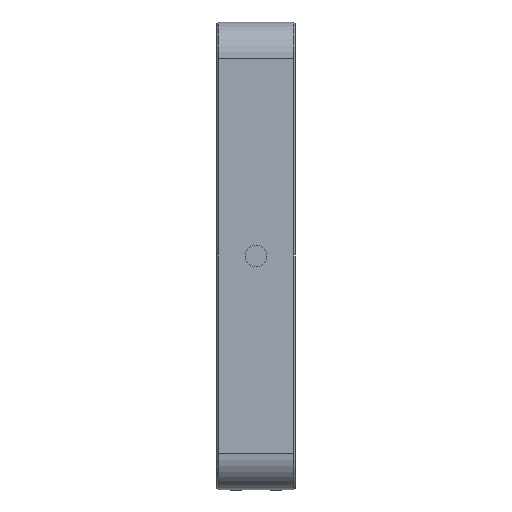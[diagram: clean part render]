
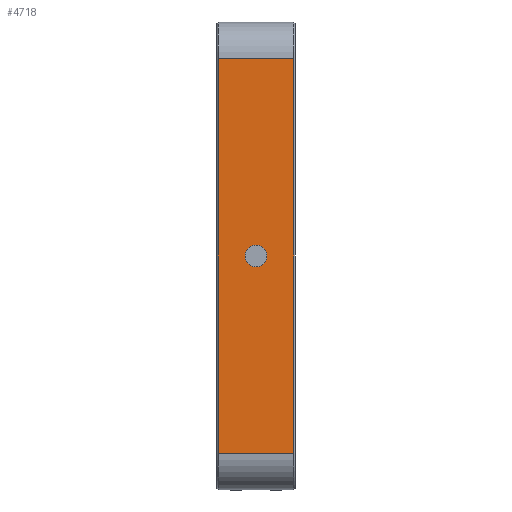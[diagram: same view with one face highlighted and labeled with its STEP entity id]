
A CAD part, front view. The second image highlights one B-rep face of the part: STEP entity #4718.
In plain terms, the highlighted planar face has unit normal (0, -1, 0).
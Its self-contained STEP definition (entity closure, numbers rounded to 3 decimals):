
#293 = VERTEX_POINT ( 'NONE', #726 ) ;
#378 = PLANE ( 'NONE',  #5518 ) ;
#387 = EDGE_CURVE ( 'NONE', #610, #863, #5742, .T. ) ;
#610 = VERTEX_POINT ( 'NONE', #5824 ) ;
#684 = VERTEX_POINT ( 'NONE', #6076 ) ;
#726 = CARTESIAN_POINT ( 'NONE',  ( 0., -35.55, -1.65 ) ) ;
#863 = VERTEX_POINT ( 'NONE', #1841 ) ;
#919 = DIRECTION ( 'NONE',  ( 0., 0., 1. ) ) ;
#1075 = ORIENTED_EDGE ( 'NONE', *, *, #387, .F. ) ;
#1138 = LINE ( 'NONE', #2568, #1195 ) ;
#1172 = LINE ( 'NONE', #3105, #5754 ) ;
#1195 = VECTOR ( 'NONE', #6002, 1000. ) ;
#1338 = EDGE_CURVE ( 'NONE', #863, #684, #4320, .T. ) ;
#1389 = CARTESIAN_POINT ( 'NONE',  ( -5.75, -35.55, 35.55 ) ) ;
#1821 = DIRECTION ( 'NONE',  ( 0., -1., 0. ) ) ;
#1841 = CARTESIAN_POINT ( 'NONE',  ( -5.75, -35.55, 30. ) ) ;
#1844 = CARTESIAN_POINT ( 'NONE',  ( 6., -35.55, 35.55 ) ) ;
#1878 = FACE_BOUND ( 'NONE', #5768, .T. ) ;
#1899 = DIRECTION ( 'NONE',  ( 1., 0., 0. ) ) ;
#2473 = ORIENTED_EDGE ( 'NONE', *, *, #3613, .F. ) ;
#2544 = ORIENTED_EDGE ( 'NONE', *, *, #3504, .F. ) ;
#2568 = CARTESIAN_POINT ( 'NONE',  ( 5.75, -35.55, 0. ) ) ;
#2744 = EDGE_LOOP ( 'NONE', ( #1075, #2473, #2544, #3906 ) ) ;
#3105 = CARTESIAN_POINT ( 'NONE',  ( 6., -35.55, -30. ) ) ;
#3253 = DIRECTION ( 'NONE',  ( 0., 0., 1. ) ) ;
#3283 = VECTOR ( 'NONE', #1899, 1000. ) ;
#3504 = EDGE_CURVE ( 'NONE', #684, #5162, #1138, .T. ) ;
#3613 = EDGE_CURVE ( 'NONE', #5162, #610, #1172, .T. ) ;
#3705 = EDGE_CURVE ( 'NONE', #293, #293, #4002, .T. ) ;
#3756 = CARTESIAN_POINT ( 'NONE',  ( 5.75, -35.55, -30. ) ) ;
#3906 = ORIENTED_EDGE ( 'NONE', *, *, #1338, .F. ) ;
#4002 = CIRCLE ( 'NONE', #6124, 1.65 ) ;
#4320 = LINE ( 'NONE', #6263, #3283 ) ;
#4531 = ORIENTED_EDGE ( 'NONE', *, *, #3705, .F. ) ;
#4542 = VECTOR ( 'NONE', #919, 1000. ) ;
#4718 = ADVANCED_FACE ( 'NONE', ( #5756, #1878 ), #378, .F. ) ;
#4756 = CARTESIAN_POINT ( 'NONE',  ( 0., -35.55, 0. ) ) ;
#5162 = VERTEX_POINT ( 'NONE', #3756 ) ;
#5518 = AXIS2_PLACEMENT_3D ( 'NONE', #1844, #6143, #3253 ) ;
#5631 = DIRECTION ( 'NONE',  ( 0., 0., -1. ) ) ;
#5742 = LINE ( 'NONE', #1389, #4542 ) ;
#5754 = VECTOR ( 'NONE', #6028, 1000. ) ;
#5756 = FACE_OUTER_BOUND ( 'NONE', #2744, .T. ) ;
#5768 = EDGE_LOOP ( 'NONE', ( #4531 ) ) ;
#5824 = CARTESIAN_POINT ( 'NONE',  ( -5.75, -35.55, -30. ) ) ;
#6002 = DIRECTION ( 'NONE',  ( 0., 0., -1. ) ) ;
#6028 = DIRECTION ( 'NONE',  ( -1., 0., 0. ) ) ;
#6076 = CARTESIAN_POINT ( 'NONE',  ( 5.75, -35.55, 30. ) ) ;
#6124 = AXIS2_PLACEMENT_3D ( 'NONE', #4756, #1821, #5631 ) ;
#6143 = DIRECTION ( 'NONE',  ( 0., 1., 0. ) ) ;
#6263 = CARTESIAN_POINT ( 'NONE',  ( 6., -35.55, 30. ) ) ;
